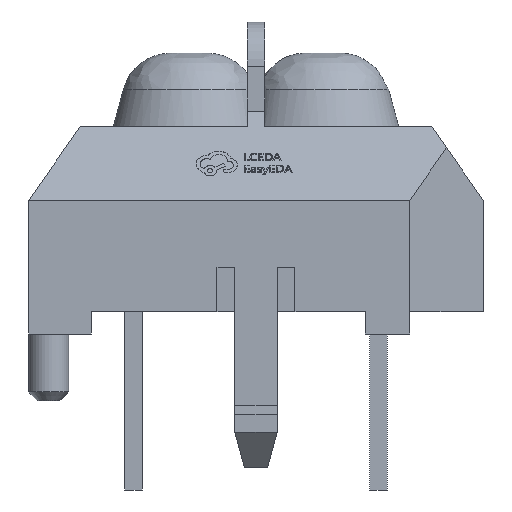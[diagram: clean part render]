
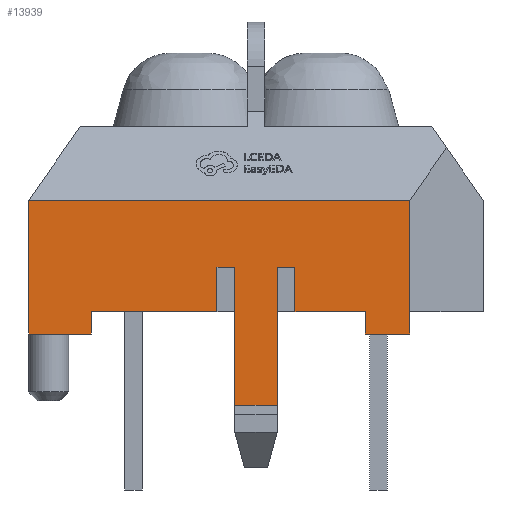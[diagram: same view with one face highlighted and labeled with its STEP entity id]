
A CAD part, front view. The second image highlights one B-rep face of the part: STEP entity #13939.
In plain terms, the highlighted planar face has unit normal (0, -1, 0).
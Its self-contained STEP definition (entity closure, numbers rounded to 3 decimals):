
#207 = EDGE_CURVE ( 'NONE', #559, #2248, #16702, .T. ) ;
#315 = EDGE_CURVE ( 'NONE', #3356, #5542, #6434, .T. ) ;
#559 = VERTEX_POINT ( 'NONE', #9189 ) ;
#639 = LINE ( 'NONE', #5063, #8693 ) ;
#826 = CARTESIAN_POINT ( 'NONE',  ( 3.45, -2.9, 4.65 ) ) ;
#886 = DIRECTION ( 'NONE',  ( 0., 0., -1. ) ) ;
#893 = DIRECTION ( 'NONE',  ( -1., 0., 0. ) ) ;
#1033 = ORIENTED_EDGE ( 'NONE', *, *, #12877, .F. ) ;
#1074 = VECTOR ( 'NONE', #5161, 1000. ) ;
#1203 = LINE ( 'NONE', #12579, #16684 ) ;
#1257 = CARTESIAN_POINT ( 'NONE',  ( 2.45, -2.9, 0.5 ) ) ;
#1327 = CARTESIAN_POINT ( 'NONE',  ( -0.875, -2.9, 1.5 ) ) ;
#1386 = DIRECTION ( 'NONE',  ( 0., 0., 1. ) ) ;
#1486 = VECTOR ( 'NONE', #17531, 1000. ) ;
#1508 = EDGE_CURVE ( 'NONE', #10080, #9257, #2545, .T. ) ;
#1806 = EDGE_CURVE ( 'NONE', #6523, #18593, #5809, .T. ) ;
#1911 = EDGE_CURVE ( 'NONE', #13159, #12978, #6659, .T. ) ;
#2192 = DIRECTION ( 'NONE',  ( 0., 0., 1. ) ) ;
#2248 = VERTEX_POINT ( 'NONE', #5651 ) ;
#2474 = DIRECTION ( 'NONE',  ( 0., 0., 1. ) ) ;
#2545 = LINE ( 'NONE', #13827, #13378 ) ;
#2627 = DIRECTION ( 'NONE',  ( 0., 0., 1. ) ) ;
#2983 = ORIENTED_EDGE ( 'NONE', *, *, #15964, .F. ) ;
#3016 = LINE ( 'NONE', #17165, #13294 ) ;
#3356 = VERTEX_POINT ( 'NONE', #7739 ) ;
#3548 = CARTESIAN_POINT ( 'NONE',  ( -3.7, -2.9, 0.5 ) ) ;
#3549 = ORIENTED_EDGE ( 'NONE', *, *, #1508, .T. ) ;
#3980 = CARTESIAN_POINT ( 'NONE',  ( 3.45, -2.9, 4.65 ) ) ;
#4000 = VECTOR ( 'NONE', #2474, 1000. ) ;
#4001 = EDGE_CURVE ( 'NONE', #5439, #17133, #13495, .T. ) ;
#4095 = ORIENTED_EDGE ( 'NONE', *, *, #7308, .F. ) ;
#4352 = CARTESIAN_POINT ( 'NONE',  ( 3.45, -2.9, 0.5 ) ) ;
#4676 = VECTOR ( 'NONE', #7128, 1000. ) ;
#5063 = CARTESIAN_POINT ( 'NONE',  ( 0.475, -2.9, -1.6 ) ) ;
#5161 = DIRECTION ( 'NONE',  ( 1., 0., 0. ) ) ;
#5300 = LINE ( 'NONE', #8044, #7825 ) ;
#5439 = VERTEX_POINT ( 'NONE', #1257 ) ;
#5459 = CARTESIAN_POINT ( 'NONE',  ( 2.45, -2.9, 0. ) ) ;
#5542 = VERTEX_POINT ( 'NONE', #8187 ) ;
#5633 = DIRECTION ( 'NONE',  ( 0., 0., 1. ) ) ;
#5651 = CARTESIAN_POINT ( 'NONE',  ( 0.475, -2.9, 1.5 ) ) ;
#5721 = VECTOR ( 'NONE', #1386, 1000. ) ;
#5809 = LINE ( 'NONE', #18617, #15539 ) ;
#6368 = DIRECTION ( 'NONE',  ( -1., 0., 0. ) ) ;
#6434 = LINE ( 'NONE', #10442, #13000 ) ;
#6465 = EDGE_CURVE ( 'NONE', #12978, #14672, #16728, .T. ) ;
#6523 = VERTEX_POINT ( 'NONE', #14505 ) ;
#6532 = EDGE_CURVE ( 'NONE', #14672, #3356, #3016, .T. ) ;
#6548 = LINE ( 'NONE', #12242, #12174 ) ;
#6586 = CARTESIAN_POINT ( 'NONE',  ( -5.1, -2.9, 0. ) ) ;
#6659 = LINE ( 'NONE', #826, #12489 ) ;
#6990 = CARTESIAN_POINT ( 'NONE',  ( 3.45, -2.9, 0. ) ) ;
#7128 = DIRECTION ( 'NONE',  ( -1., 0., 0. ) ) ;
#7308 = EDGE_CURVE ( 'NONE', #10798, #5439, #9718, .T. ) ;
#7586 = CARTESIAN_POINT ( 'NONE',  ( -4.65, -2.9, 0. ) ) ;
#7739 = CARTESIAN_POINT ( 'NONE',  ( -5.1, -2.9, 3. ) ) ;
#7825 = VECTOR ( 'NONE', #893, 1000. ) ;
#7826 = CARTESIAN_POINT ( 'NONE',  ( 0.475, -2.9, 0.5 ) ) ;
#8044 = CARTESIAN_POINT ( 'NONE',  ( -3.7, -2.9, 0.5 ) ) ;
#8091 = AXIS2_PLACEMENT_3D ( 'NONE', #12131, #10736, #2192 ) ;
#8187 = CARTESIAN_POINT ( 'NONE',  ( -5.1, -2.9, 0. ) ) ;
#8287 = DIRECTION ( 'NONE',  ( 1., 0., 0. ) ) ;
#8299 = EDGE_CURVE ( 'NONE', #18226, #16169, #16201, .T. ) ;
#8490 = DIRECTION ( 'NONE',  ( 0., 0., 1. ) ) ;
#8693 = VECTOR ( 'NONE', #12182, 1000. ) ;
#8812 = CARTESIAN_POINT ( 'NONE',  ( -0.475, -2.9, -1.6 ) ) ;
#8998 = CARTESIAN_POINT ( 'NONE',  ( -0.475, -2.9, 1.5 ) ) ;
#9163 = ORIENTED_EDGE ( 'NONE', *, *, #6532, .T. ) ;
#9189 = CARTESIAN_POINT ( 'NONE',  ( 0.475, -2.9, -1.6 ) ) ;
#9257 = VERTEX_POINT ( 'NONE', #12259 ) ;
#9348 = VERTEX_POINT ( 'NONE', #11225 ) ;
#9438 = ORIENTED_EDGE ( 'NONE', *, *, #1911, .T. ) ;
#9469 = ORIENTED_EDGE ( 'NONE', *, *, #13609, .F. ) ;
#9536 = CARTESIAN_POINT ( 'NONE',  ( 2.45, -2.9, 0. ) ) ;
#9718 = LINE ( 'NONE', #9536, #10662 ) ;
#9887 = EDGE_CURVE ( 'NONE', #10798, #13159, #12097, .T. ) ;
#9973 = EDGE_CURVE ( 'NONE', #16284, #2248, #18259, .T. ) ;
#10080 = VERTEX_POINT ( 'NONE', #7586 ) ;
#10115 = ORIENTED_EDGE ( 'NONE', *, *, #207, .T. ) ;
#10442 = CARTESIAN_POINT ( 'NONE',  ( -5.1, -2.9, 4.65 ) ) ;
#10453 = EDGE_LOOP ( 'NONE', ( #10115, #15069, #2983, #13823, #4095, #12059, #9438, #17122, #9163, #10721, #12465, #3549, #11891, #1033, #17693, #10601, #16721, #9469 ) ) ;
#10491 = CARTESIAN_POINT ( 'NONE',  ( 0.875, -2.9, 1.5 ) ) ;
#10496 = EDGE_CURVE ( 'NONE', #9348, #9257, #6548, .T. ) ;
#10601 = ORIENTED_EDGE ( 'NONE', *, *, #12262, .T. ) ;
#10662 = VECTOR ( 'NONE', #8490, 1000. ) ;
#10721 = ORIENTED_EDGE ( 'NONE', *, *, #315, .T. ) ;
#10736 = DIRECTION ( 'NONE',  ( 0., 1., 0. ) ) ;
#10798 = VERTEX_POINT ( 'NONE', #5459 ) ;
#10950 = DIRECTION ( 'NONE',  ( 0., 0., 1. ) ) ;
#11061 = CARTESIAN_POINT ( 'NONE',  ( 0.475, -2.9, 1.5 ) ) ;
#11225 = CARTESIAN_POINT ( 'NONE',  ( -3.7, -2.9, 0.5 ) ) ;
#11448 = CARTESIAN_POINT ( 'NONE',  ( -0.475, -2.9, -1.6 ) ) ;
#11891 = ORIENTED_EDGE ( 'NONE', *, *, #10496, .F. ) ;
#12059 = ORIENTED_EDGE ( 'NONE', *, *, #9887, .T. ) ;
#12097 = LINE ( 'NONE', #6586, #1074 ) ;
#12119 = DIRECTION ( 'NONE',  ( 0., 0., 1. ) ) ;
#12131 = CARTESIAN_POINT ( 'NONE',  ( -5.1, -2.9, 4.65 ) ) ;
#12174 = VECTOR ( 'NONE', #886, 1000. ) ;
#12182 = DIRECTION ( 'NONE',  ( -1., 0., 0. ) ) ;
#12242 = CARTESIAN_POINT ( 'NONE',  ( -3.7, -2.9, 0. ) ) ;
#12259 = CARTESIAN_POINT ( 'NONE',  ( -3.7, -2.9, 0. ) ) ;
#12262 = EDGE_CURVE ( 'NONE', #18593, #16169, #14603, .T. ) ;
#12465 = ORIENTED_EDGE ( 'NONE', *, *, #18193, .T. ) ;
#12489 = VECTOR ( 'NONE', #10950, 1000. ) ;
#12579 = CARTESIAN_POINT ( 'NONE',  ( 0.875, -2.9, 0.5 ) ) ;
#12877 = EDGE_CURVE ( 'NONE', #6523, #9348, #5300, .T. ) ;
#12914 = CARTESIAN_POINT ( 'NONE',  ( 3.45, -2.9, 3. ) ) ;
#12978 = VERTEX_POINT ( 'NONE', #4352 ) ;
#13000 = VECTOR ( 'NONE', #16152, 1000. ) ;
#13058 = VECTOR ( 'NONE', #12119, 1000. ) ;
#13090 = VECTOR ( 'NONE', #17230, 1000. ) ;
#13159 = VERTEX_POINT ( 'NONE', #6990 ) ;
#13294 = VECTOR ( 'NONE', #15755, 1000. ) ;
#13356 = CARTESIAN_POINT ( 'NONE',  ( -0.475, -2.9, 1.5 ) ) ;
#13378 = VECTOR ( 'NONE', #8287, 1000. ) ;
#13495 = LINE ( 'NONE', #3548, #15809 ) ;
#13609 = EDGE_CURVE ( 'NONE', #559, #18226, #639, .T. ) ;
#13823 = ORIENTED_EDGE ( 'NONE', *, *, #4001, .F. ) ;
#13827 = CARTESIAN_POINT ( 'NONE',  ( -5.1, -2.9, 0. ) ) ;
#13932 = PLANE ( 'NONE',  #8091 ) ;
#13939 = ADVANCED_FACE ( 'NONE', ( #16714 ), #13932, .F. ) ;
#14018 = LINE ( 'NONE', #15826, #13090 ) ;
#14505 = CARTESIAN_POINT ( 'NONE',  ( -0.875, -2.9, 0.5 ) ) ;
#14603 = LINE ( 'NONE', #13356, #1486 ) ;
#14672 = VERTEX_POINT ( 'NONE', #12914 ) ;
#15069 = ORIENTED_EDGE ( 'NONE', *, *, #9973, .F. ) ;
#15418 = CARTESIAN_POINT ( 'NONE',  ( 0.875, -2.9, 0.5 ) ) ;
#15539 = VECTOR ( 'NONE', #5633, 1000. ) ;
#15755 = DIRECTION ( 'NONE',  ( -1., 0., 0. ) ) ;
#15809 = VECTOR ( 'NONE', #6368, 1000. ) ;
#15826 = CARTESIAN_POINT ( 'NONE',  ( -5.1, -2.9, 0. ) ) ;
#15964 = EDGE_CURVE ( 'NONE', #17133, #16284, #1203, .T. ) ;
#16152 = DIRECTION ( 'NONE',  ( 0., 0., -1. ) ) ;
#16169 = VERTEX_POINT ( 'NONE', #8998 ) ;
#16201 = LINE ( 'NONE', #8812, #5721 ) ;
#16284 = VERTEX_POINT ( 'NONE', #10491 ) ;
#16684 = VECTOR ( 'NONE', #2627, 1000. ) ;
#16702 = LINE ( 'NONE', #7826, #13058 ) ;
#16714 = FACE_OUTER_BOUND ( 'NONE', #10453, .T. ) ;
#16721 = ORIENTED_EDGE ( 'NONE', *, *, #8299, .F. ) ;
#16728 = LINE ( 'NONE', #3980, #4000 ) ;
#17122 = ORIENTED_EDGE ( 'NONE', *, *, #6465, .T. ) ;
#17133 = VERTEX_POINT ( 'NONE', #15418 ) ;
#17165 = CARTESIAN_POINT ( 'NONE',  ( -5.1, -2.9, 3. ) ) ;
#17230 = DIRECTION ( 'NONE',  ( 1., 0., 0. ) ) ;
#17531 = DIRECTION ( 'NONE',  ( 1., 0., 0. ) ) ;
#17693 = ORIENTED_EDGE ( 'NONE', *, *, #1806, .T. ) ;
#18193 = EDGE_CURVE ( 'NONE', #5542, #10080, #14018, .T. ) ;
#18226 = VERTEX_POINT ( 'NONE', #11448 ) ;
#18259 = LINE ( 'NONE', #11061, #4676 ) ;
#18593 = VERTEX_POINT ( 'NONE', #1327 ) ;
#18617 = CARTESIAN_POINT ( 'NONE',  ( -0.875, -2.9, 0.5 ) ) ;
